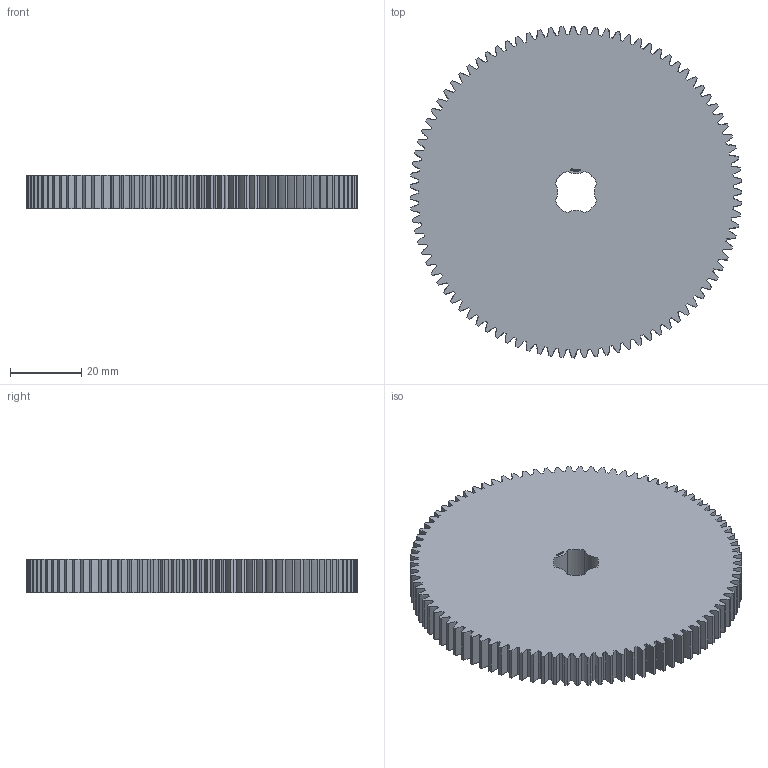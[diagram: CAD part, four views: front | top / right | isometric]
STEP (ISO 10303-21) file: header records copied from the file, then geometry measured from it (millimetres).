
FILE_DESCRIPTION(('FreeCAD Model'),'2;1');
FILE_NAME('Open CASCADE Shape Model','2024-03-11T23:31:34',(''),(''), 'Open CASCADE STEP processor 7.6','FreeCAD','Unknown');
FILE_SCHEMA(('AUTOMOTIVE_DESIGN { 1 0 10303 214 1 1 1 1 }'));
Products named in the file (1): Gear Wheel PLN TTH91 BU00.75 SFT-SHD - SPN-GWH-0343 (stemfie.org)
Bounding box: 92.98 x 93 x 9.38 mm (x, y, z)
Volume: 59758 mm3; surface area: 18523.6 mm2
Topology: 1 solids, 1 shells, 864 faces, 2496 edges, 1664 vertices
Faces by surface type: extrusion 524, plane 332, cylinder 8
Entity records: 83759 total; most frequent: CARTESIAN_POINT 31647, DIRECTION 6614, VECTOR 5884, LINE 5360, ORIENTED_EDGE 4992, PCURVE 4992, DEFINITIONAL_REPRESENTATION 4992, B_SPLINE_CURVE_WITH_KNOTS 2620
